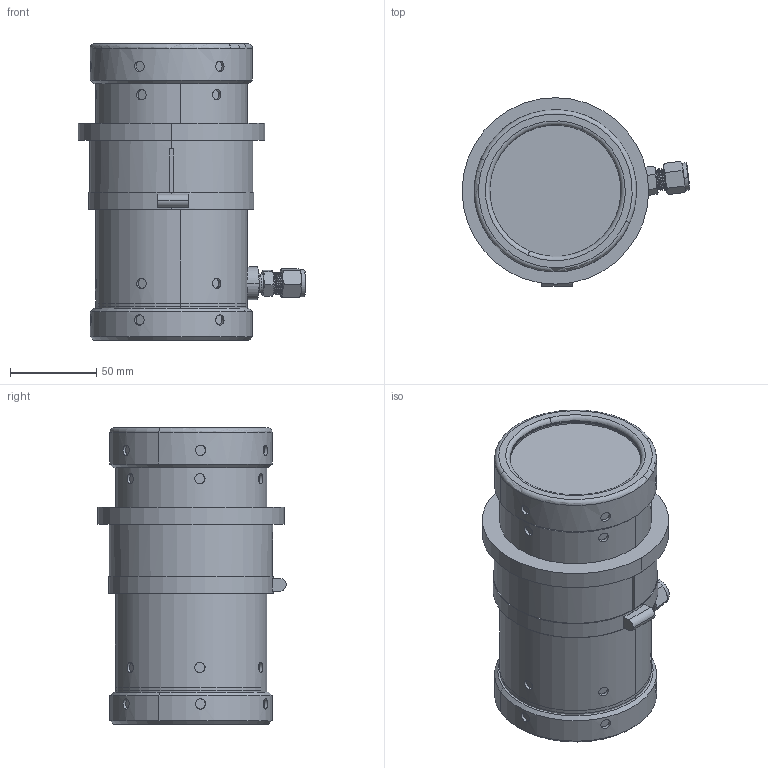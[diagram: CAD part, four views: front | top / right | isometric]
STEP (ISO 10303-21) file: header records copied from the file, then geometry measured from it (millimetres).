
FILE_DESCRIPTION(('CoCreate Modeling STEP Export'),'2;1');
FILE_NAME('can.stp','2011-10-08T17:44:29',(''),(''),'CoCreate Modeling STEP processor for AP214 (Solid Model)','CoCreate Modeling 16.00A 16-Aug-2008 (C) Parametric Technology GmbH','');
FILE_SCHEMA(('AUTOMOTIVE_DESIGN { 1 0 10303 214 1 1 1 1 }'));
Length unit declared in the file: millimetre
Products named in the file (33): pad-acrylic; window; boss; PMT_housing_sch80; can_weldment; gasket_inner_thin; hoseclamp; backplate_thin; cap_back; pmt_body; pin.17; base; heatsinkconvolute; potting; base_assem; heatshrink; R11410MOD-10; cap_front; p1; p2; p3; tube_fitting_compress_1_4NPT_mcmcr_5272K297.1.2.5; spring_collar; pressure_ring_plated; washer_antirotation; o-ring_window; snap_ring_3in__MCMCR_91580A272; clamp; spring_guide; o-ring_backplate; spring; pmt_can_assem.5.13; pmt_can_assem.2
Assembly tree (51 placements, depth 5):
  pmt_can_assem.2
    pmt_can_assem.5.13
      spring
      o-ring_backplate
      spring_guide
      clamp
      snap_ring_3in__MCMCR_91580A272
      o-ring_window
      washer_antirotation
      pressure_ring_plated
      spring_collar
      tube_fitting_compress_1_4NPT_mcmcr_5272K297.1.2.5
        p3
        p2
        p1
      cap_front
      R11410MOD-10
        heatshrink
        base_assem
          potting
          heatsinkconvolute
          base
        pin.17  x20
        pmt_body
      cap_back
      backplate_thin
      hoseclamp
      gasket_inner_thin
      can_weldment
        PMT_housing_sch80
        boss
      window
      pad-acrylic
Bounding box: 131.89 x 109.18 x 171.65 mm (x, y, z)
Volume: 769432.4 mm3; surface area: 303126.1 mm2
Topology: 46 solids, 46 shells, 747 faces, 1755 edges, 1150 vertices
Faces by surface type: cylinder 324, plane 190, cone 181, torus 44, bspline 8
Entity records: 34236 total; most frequent: CARTESIAN_POINT 19953, ORIENTED_EDGE 3282, DIRECTION 2129, EDGE_CURVE 1641, VERTEX_POINT 1074, AXIS2_PLACEMENT_3D 820, EDGE_LOOP 785, FACE_OUTER_BOUND 671
